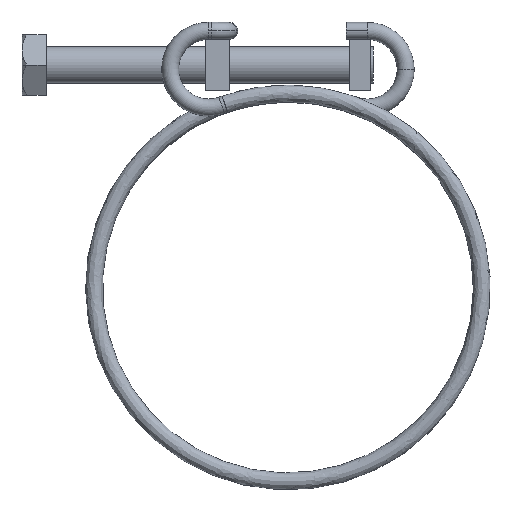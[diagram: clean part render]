
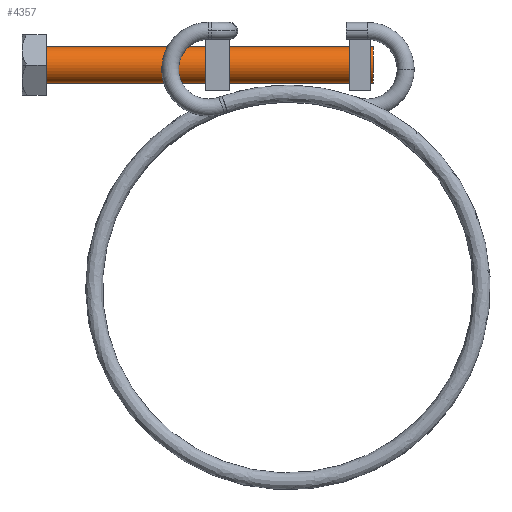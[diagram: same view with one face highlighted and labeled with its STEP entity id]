
A CAD part, top view. The second image highlights one B-rep face of the part: STEP entity #4357.
In plain terms, the highlighted cylindrical face has radius 3 mm (diameter 6 mm), a partial arc.
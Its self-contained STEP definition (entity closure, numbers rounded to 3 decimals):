
#114 = VERTEX_POINT ( 'NONE', #7403 ) ;
#372 = EDGE_CURVE ( 'NONE', #6616, #911, #3387, .T. ) ;
#461 = VECTOR ( 'NONE', #5083, 1000. ) ;
#782 = CARTESIAN_POINT ( 'NONE',  ( 14.11, 36.7, 0. ) ) ;
#911 = VERTEX_POINT ( 'NONE', #2405 ) ;
#945 = VERTEX_POINT ( 'NONE', #3064 ) ;
#989 = CARTESIAN_POINT ( 'NONE',  ( 14.11, 36.7, 0. ) ) ;
#1431 = DIRECTION ( 'NONE',  ( 0., -1., 0. ) ) ;
#1546 = CARTESIAN_POINT ( 'NONE',  ( 14.11, 39.7, 0. ) ) ;
#2117 = DIRECTION ( 'NONE',  ( 0., 1., 0. ) ) ;
#2219 = AXIS2_PLACEMENT_3D ( 'NONE', #989, #3547, #4218 ) ;
#2283 = ORIENTED_EDGE ( 'NONE', *, *, #4215, .T. ) ;
#2405 = CARTESIAN_POINT ( 'NONE',  ( -39.89, 33.7, 0. ) ) ;
#3064 = CARTESIAN_POINT ( 'NONE',  ( 14.11, 39.7, 0. ) ) ;
#3351 = CARTESIAN_POINT ( 'NONE',  ( 14.11, 33.7, 0. ) ) ;
#3387 = LINE ( 'NONE', #3351, #8042 ) ;
#3547 = DIRECTION ( 'NONE',  ( 1., 0., 0. ) ) ;
#3572 = LINE ( 'NONE', #1546, #461 ) ;
#3604 = DIRECTION ( 'NONE',  ( -1., 0., 0. ) ) ;
#4173 = EDGE_CURVE ( 'NONE', #945, #6616, #8970, .T. ) ;
#4215 = EDGE_CURVE ( 'NONE', #945, #114, #3572, .T. ) ;
#4218 = DIRECTION ( 'NONE',  ( 0., 1., 0. ) ) ;
#4357 = ADVANCED_FACE ( 'NONE', ( #7681 ), #5622, .T. ) ;
#4572 = CIRCLE ( 'NONE', #5745, 3. ) ;
#4659 = ORIENTED_EDGE ( 'NONE', *, *, #4173, .F. ) ;
#4896 = DIRECTION ( 'NONE',  ( 1., 0., 0. ) ) ;
#5083 = DIRECTION ( 'NONE',  ( -1., 0., 0. ) ) ;
#5105 = CARTESIAN_POINT ( 'NONE',  ( 14.11, 33.7, 0. ) ) ;
#5276 = ORIENTED_EDGE ( 'NONE', *, *, #372, .F. ) ;
#5622 = CYLINDRICAL_SURFACE ( 'NONE', #7494, 3. ) ;
#5745 = AXIS2_PLACEMENT_3D ( 'NONE', #9011, #4896, #2117 ) ;
#6048 = EDGE_CURVE ( 'NONE', #114, #911, #4572, .T. ) ;
#6616 = VERTEX_POINT ( 'NONE', #5105 ) ;
#6789 = EDGE_LOOP ( 'NONE', ( #4659, #2283, #7173, #5276 ) ) ;
#7173 = ORIENTED_EDGE ( 'NONE', *, *, #6048, .T. ) ;
#7403 = CARTESIAN_POINT ( 'NONE',  ( -39.89, 39.7, 0. ) ) ;
#7494 = AXIS2_PLACEMENT_3D ( 'NONE', #782, #3604, #1431 ) ;
#7532 = DIRECTION ( 'NONE',  ( -1., 0., 0. ) ) ;
#7681 = FACE_OUTER_BOUND ( 'NONE', #6789, .T. ) ;
#8042 = VECTOR ( 'NONE', #7532, 1000. ) ;
#8970 = CIRCLE ( 'NONE', #2219, 3. ) ;
#9011 = CARTESIAN_POINT ( 'NONE',  ( -39.89, 36.7, 0. ) ) ;
